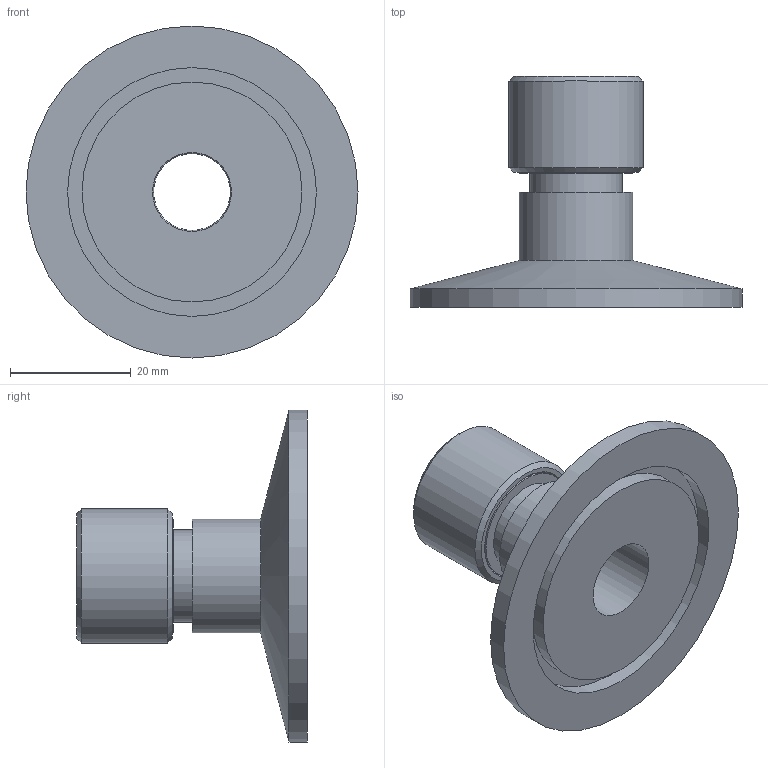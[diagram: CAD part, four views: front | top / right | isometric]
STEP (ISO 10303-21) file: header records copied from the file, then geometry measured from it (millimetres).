
FILE_DESCRIPTION(/* description */ (''),/* implementation_level */ '2;1');
FILE_NAME(/* name */ '1000010a.stp',/* time_stamp */ '2019-07-22T11:23:21-04:00',/* author */ ('Glen_C'),/* organization */ (''),/* preprocessor_version */ 'ST-DEVELOPER v16.13',/* originating_system */ 'Autodesk Inventor 2018',/* authorisation */ '');
FILE_SCHEMA (('AUTOMOTIVE_DESIGN { 1 0 10303 214 3 1 1 }'));
Length unit declared in the file: inch
Products named in the file (1): 1000010_S
Bounding box: 54.99 x 38.23 x 54.99 mm (x, y, z)
Volume: 16536.8 mm3; surface area: 10562.9 mm2
Topology: 1 solids, 4 shells, 37 faces, 66 edges, 42 vertices
Faces by surface type: cylinder 16, plane 13, cone 4, torus 4
Full cylindrical faces by diameter (mm): 12.725 x1, 13.081 x3, 15.24 x1, 15.875 x2, 17.018 x2, 17.678 x1, 18.796 x2, 22.225 x1, 36.424 x1, 41.199 x1, 54.991 x1
Entity records: 880 total; most frequent: DIRECTION 154, CARTESIAN_POINT 116, ORIENTED_EDGE 78, AXIS2_PLACEMENT_3D 77, EDGE_LOOP 74, CIRCLE 39, VERTEX_POINT 39, EDGE_CURVE 39
